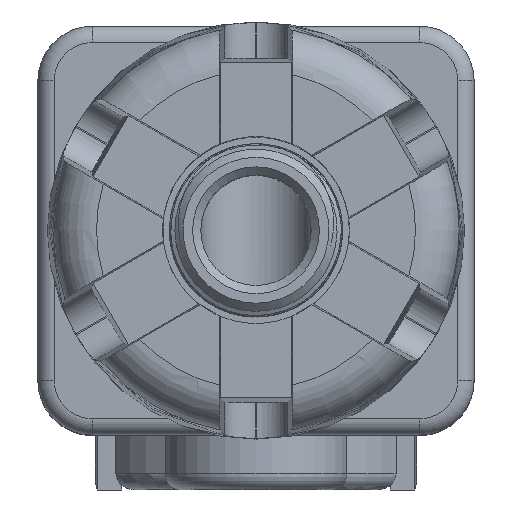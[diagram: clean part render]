
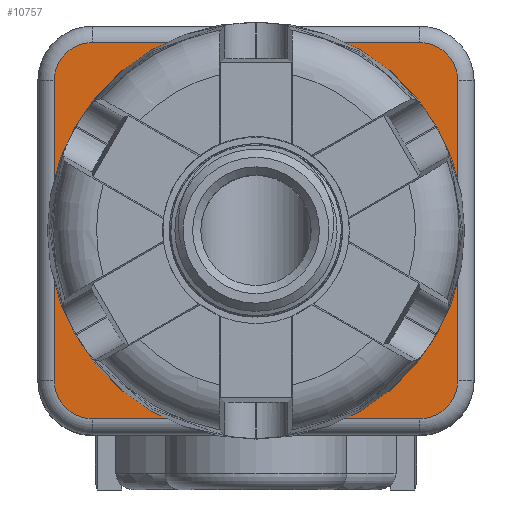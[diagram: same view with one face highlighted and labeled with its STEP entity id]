
A CAD part, top view. The second image highlights one B-rep face of the part: STEP entity #10757.
In plain terms, the highlighted planar face has unit normal (0, 0, 1).
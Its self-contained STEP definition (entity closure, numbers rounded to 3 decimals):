
#413=PLANE('',#11527);
#544=FACE_BOUND('',#1541,.T.);
#943=FACE_OUTER_BOUND('',#1540,.T.);
#1540=EDGE_LOOP('',(#8823,#8824,#8825,#8826,#8827,#8828,#8829,#8830));
#1541=EDGE_LOOP('',(#8831));
#1906=CIRCLE('',#11521,1.4);
#1910=CIRCLE('',#11528,1.4);
#1911=CIRCLE('',#11529,1.4);
#1912=CIRCLE('',#11530,1.4);
#1913=CIRCLE('',#11531,6.);
#2943=LINE('',#31659,#3808);
#2946=LINE('',#31667,#3811);
#2947=LINE('',#31671,#3812);
#2948=LINE('',#31675,#3813);
#3808=VECTOR('',#13570,10.);
#3811=VECTOR('',#13577,10.);
#3812=VECTOR('',#13580,10.);
#3813=VECTOR('',#13583,10.);
#4807=VERTEX_POINT('',#31638);
#4810=VERTEX_POINT('',#31643);
#4815=VERTEX_POINT('',#31658);
#4818=VERTEX_POINT('',#31666);
#4819=VERTEX_POINT('',#31668);
#4820=VERTEX_POINT('',#31670);
#4821=VERTEX_POINT('',#31672);
#4822=VERTEX_POINT('',#31674);
#4823=VERTEX_POINT('',#31677);
#6191=EDGE_CURVE('',#4810,#4807,#1906,.T.);
#6198=EDGE_CURVE('',#4807,#4815,#2943,.T.);
#6202=EDGE_CURVE('',#4818,#4810,#2946,.T.);
#6203=EDGE_CURVE('',#4819,#4818,#1910,.T.);
#6204=EDGE_CURVE('',#4820,#4819,#2947,.T.);
#6205=EDGE_CURVE('',#4821,#4820,#1911,.T.);
#6206=EDGE_CURVE('',#4822,#4821,#2948,.T.);
#6207=EDGE_CURVE('',#4815,#4822,#1912,.T.);
#6208=EDGE_CURVE('',#4823,#4823,#1913,.T.);
#8823=ORIENTED_EDGE('',*,*,#6191,.F.);
#8824=ORIENTED_EDGE('',*,*,#6202,.F.);
#8825=ORIENTED_EDGE('',*,*,#6203,.F.);
#8826=ORIENTED_EDGE('',*,*,#6204,.F.);
#8827=ORIENTED_EDGE('',*,*,#6205,.F.);
#8828=ORIENTED_EDGE('',*,*,#6206,.F.);
#8829=ORIENTED_EDGE('',*,*,#6207,.F.);
#8830=ORIENTED_EDGE('',*,*,#6198,.F.);
#8831=ORIENTED_EDGE('',*,*,#6208,.T.);
#10757=ADVANCED_FACE('',(#943,#544),#413,.T.);
#11521=AXIS2_PLACEMENT_3D('',#31645,#13556,#13557);
#11527=AXIS2_PLACEMENT_3D('',#31665,#13575,#13576);
#11528=AXIS2_PLACEMENT_3D('',#31669,#13578,#13579);
#11529=AXIS2_PLACEMENT_3D('',#31673,#13581,#13582);
#11530=AXIS2_PLACEMENT_3D('',#31676,#13584,#13585);
#11531=AXIS2_PLACEMENT_3D('',#31678,#13586,#13587);
#13556=DIRECTION('center_axis',(0.,0.,-1.));
#13557=DIRECTION('ref_axis',(0.707,-0.707,0.));
#13570=DIRECTION('',(-1.,0.,0.));
#13575=DIRECTION('center_axis',(0.,0.,1.));
#13576=DIRECTION('ref_axis',(1.,0.,0.));
#13577=DIRECTION('',(0.,-1.,0.));
#13578=DIRECTION('center_axis',(0.,0.,-1.));
#13579=DIRECTION('ref_axis',(0.707,0.707,0.));
#13580=DIRECTION('',(1.,0.,0.));
#13581=DIRECTION('center_axis',(0.,0.,-1.));
#13582=DIRECTION('ref_axis',(-0.707,0.707,0.));
#13583=DIRECTION('',(0.,1.,0.));
#13584=DIRECTION('center_axis',(0.,0.,-1.));
#13585=DIRECTION('ref_axis',(-0.707,-0.707,0.));
#13586=DIRECTION('center_axis',(0.,0.,-1.));
#13587=DIRECTION('ref_axis',(-1.,0.,0.));
#31638=CARTESIAN_POINT('',(6.,-6.9,12.2));
#31643=CARTESIAN_POINT('',(7.4,-5.5,12.2));
#31645=CARTESIAN_POINT('Origin',(6.,-5.5,12.2));
#31658=CARTESIAN_POINT('',(-6.,-6.9,12.2));
#31659=CARTESIAN_POINT('',(-4.,-6.9,12.2));
#31665=CARTESIAN_POINT('Origin',(0.,0.,
12.2));
#31666=CARTESIAN_POINT('',(7.4,5.5,12.2));
#31667=CARTESIAN_POINT('',(7.4,-3.75,12.2));
#31668=CARTESIAN_POINT('',(6.,6.9,12.2));
#31669=CARTESIAN_POINT('Origin',(6.,5.5,12.2));
#31670=CARTESIAN_POINT('',(-6.,6.9,12.2));
#31671=CARTESIAN_POINT('',(4.,6.9,12.2));
#31672=CARTESIAN_POINT('',(-7.4,5.5,12.2));
#31673=CARTESIAN_POINT('Origin',(-6.,5.5,12.2));
#31674=CARTESIAN_POINT('',(-7.4,-5.5,12.2));
#31675=CARTESIAN_POINT('',(-7.4,3.75,12.2));
#31676=CARTESIAN_POINT('Origin',(-6.,-5.5,12.2));
#31677=CARTESIAN_POINT('',(6.,0.,12.2));
#31678=CARTESIAN_POINT('Origin',(0.,0.,12.2));
